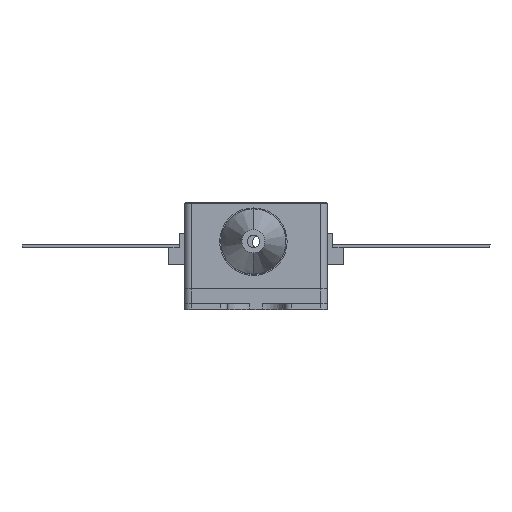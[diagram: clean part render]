
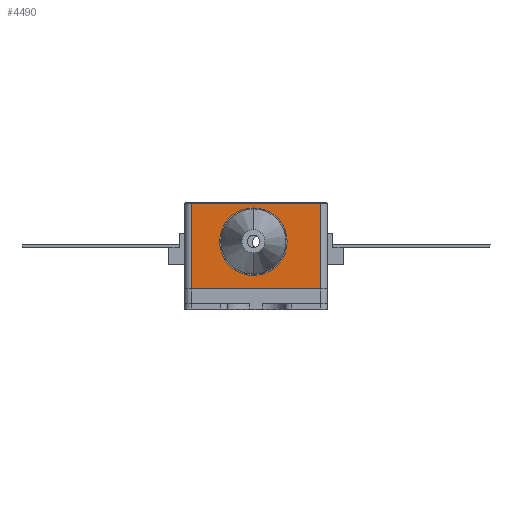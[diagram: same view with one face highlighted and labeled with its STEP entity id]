
A CAD part, top view. The second image highlights one B-rep face of the part: STEP entity #4490.
In plain terms, the highlighted planar face has unit normal (0, 0, 1).
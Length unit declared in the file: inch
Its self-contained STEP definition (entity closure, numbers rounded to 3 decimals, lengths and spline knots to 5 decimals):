
#44 = DIRECTION ( 'NONE',  ( 0., 0., 1. ) ) ;
#913 = VECTOR ( 'NONE', #21355, 39.37008 ) ;
#1146 = EDGE_CURVE ( 'NONE', #6412, #4300, #12273, .T. ) ;
#1492 = VECTOR ( 'NONE', #21694, 39.37008 ) ;
#1799 = LINE ( 'NONE', #9971, #15871 ) ;
#1965 = CARTESIAN_POINT ( 'NONE',  ( -1.68317, 0.46539, 1.22527 ) ) ;
#2026 = ORIENTED_EDGE ( 'NONE', *, *, #8132, .T. ) ;
#2738 = EDGE_CURVE ( 'NONE', #14988, #17153, #20173, .T. ) ;
#3079 = ORIENTED_EDGE ( 'NONE', *, *, #2738, .T. ) ;
#3660 = CARTESIAN_POINT ( 'NONE',  ( -2.15954, 0.16617, 1.22527 ) ) ;
#3733 = DIRECTION ( 'NONE',  ( 1., 0., 0. ) ) ;
#3885 = CIRCLE ( 'NONE', #6061, 0.0625 ) ;
#4300 = VERTEX_POINT ( 'NONE', #8939 ) ;
#4490 = ADVANCED_FACE ( 'NONE', ( #6064, #21371 ), #8958, .T. ) ;
#4521 = AXIS2_PLACEMENT_3D ( 'NONE', #3660, #10557, #3733 ) ;
#5283 = DIRECTION ( 'NONE',  ( 1., 0., 0. ) ) ;
#5948 = EDGE_LOOP ( 'NONE', ( #14048, #12317 ) ) ;
#6061 = AXIS2_PLACEMENT_3D ( 'NONE', #13552, #44, #5283 ) ;
#6064 = FACE_BOUND ( 'NONE', #5948, .T. ) ;
#6412 = VERTEX_POINT ( 'NONE', #12286 ) ;
#6821 = EDGE_LOOP ( 'NONE', ( #3079, #2026, #18416, #18945 ) ) ;
#7826 = CARTESIAN_POINT ( 'NONE',  ( -2.15954, 0.16617, 1.22527 ) ) ;
#8132 = EDGE_CURVE ( 'NONE', #17153, #12296, #8677, .T. ) ;
#8168 = DIRECTION ( 'NONE',  ( 1., 0., 0. ) ) ;
#8262 = EDGE_CURVE ( 'NONE', #4300, #6412, #3885, .T. ) ;
#8677 = LINE ( 'NONE', #18212, #1492 ) ;
#8939 = CARTESIAN_POINT ( 'NONE',  ( -1.98126, 0.33153, 1.22527 ) ) ;
#8958 = PLANE ( 'NONE',  #4521 ) ;
#9230 = CARTESIAN_POINT ( 'NONE',  ( -2.13592, 0.46539, 1.22527 ) ) ;
#9648 = CARTESIAN_POINT ( 'NONE',  ( -1.91876, 0.33153, 1.22527 ) ) ;
#9971 = CARTESIAN_POINT ( 'NONE',  ( -1.68317, 0.46539, 1.22527 ) ) ;
#10414 = VERTEX_POINT ( 'NONE', #16373 ) ;
#10557 = DIRECTION ( 'NONE',  ( 0., 0., 1. ) ) ;
#11984 = CARTESIAN_POINT ( 'NONE',  ( -2.15954, 0.46539, 1.22527 ) ) ;
#12226 = EDGE_CURVE ( 'NONE', #12296, #10414, #18964, .T. ) ;
#12273 = CIRCLE ( 'NONE', #20473, 0.0625 ) ;
#12286 = CARTESIAN_POINT ( 'NONE',  ( -1.85626, 0.33153, 1.22527 ) ) ;
#12296 = VERTEX_POINT ( 'NONE', #20094 ) ;
#12317 = ORIENTED_EDGE ( 'NONE', *, *, #8262, .F. ) ;
#13111 = DIRECTION ( 'NONE',  ( 0., 0., 1. ) ) ;
#13552 = CARTESIAN_POINT ( 'NONE',  ( -1.91876, 0.33153, 1.22527 ) ) ;
#13824 = VECTOR ( 'NONE', #18668, 39.37008 ) ;
#14048 = ORIENTED_EDGE ( 'NONE', *, *, #1146, .F. ) ;
#14988 = VERTEX_POINT ( 'NONE', #1965 ) ;
#15871 = VECTOR ( 'NONE', #16748, 39.37008 ) ;
#16373 = CARTESIAN_POINT ( 'NONE',  ( -1.68317, 0.16617, 1.22527 ) ) ;
#16748 = DIRECTION ( 'NONE',  ( 0., 1., 0. ) ) ;
#16818 = EDGE_CURVE ( 'NONE', #10414, #14988, #1799, .T. ) ;
#17153 = VERTEX_POINT ( 'NONE', #9230 ) ;
#18212 = CARTESIAN_POINT ( 'NONE',  ( -2.13592, 0.16617, 1.22527 ) ) ;
#18416 = ORIENTED_EDGE ( 'NONE', *, *, #12226, .T. ) ;
#18668 = DIRECTION ( 'NONE',  ( -1., 0., 0. ) ) ;
#18945 = ORIENTED_EDGE ( 'NONE', *, *, #16818, .T. ) ;
#18964 = LINE ( 'NONE', #7826, #913 ) ;
#20094 = CARTESIAN_POINT ( 'NONE',  ( -2.13592, 0.16617, 1.22527 ) ) ;
#20173 = LINE ( 'NONE', #11984, #13824 ) ;
#20473 = AXIS2_PLACEMENT_3D ( 'NONE', #9648, #13111, #8168 ) ;
#21355 = DIRECTION ( 'NONE',  ( 1., 0., 0. ) ) ;
#21371 = FACE_OUTER_BOUND ( 'NONE', #6821, .T. ) ;
#21694 = DIRECTION ( 'NONE',  ( 0., -1., 0. ) ) ;
